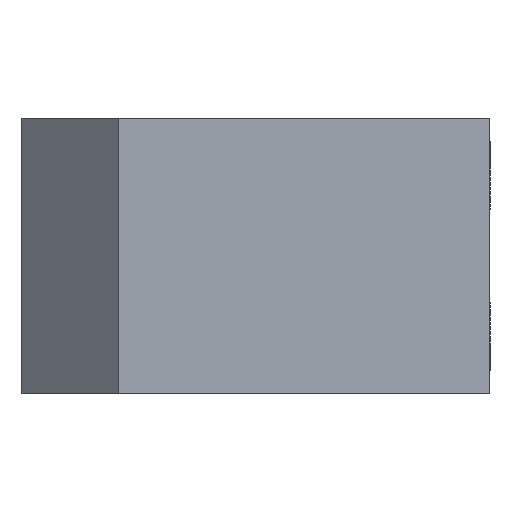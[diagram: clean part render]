
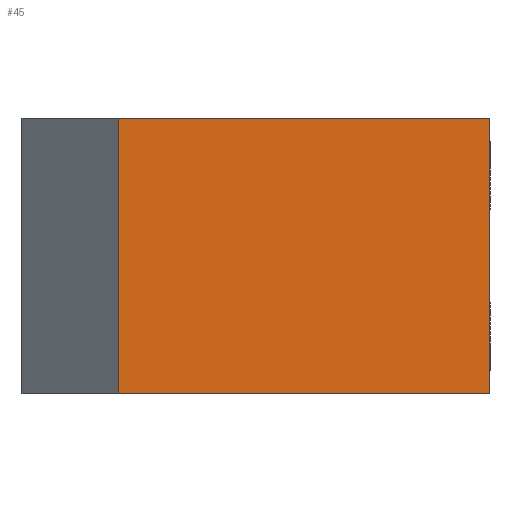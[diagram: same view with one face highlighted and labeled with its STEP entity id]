
A CAD part, left-side view. The second image highlights one B-rep face of the part: STEP entity #45.
In plain terms, the highlighted planar face has unit normal (-1, 0, 0).
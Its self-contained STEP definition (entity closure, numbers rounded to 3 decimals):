
#39 = CARTESIAN_POINT ( 'NONE',  ( -35.03, 1.764, 0. ) ) ;
#42 = CARTESIAN_POINT ( 'NONE',  ( -35.03, -52.236, 40. ) ) ;
#45 = ADVANCED_FACE ( 'NONE', ( #398 ), #840, .F. ) ;
#56 = LINE ( 'NONE', #42, #607 ) ;
#68 = VERTEX_POINT ( 'NONE', #465 ) ;
#121 = EDGE_CURVE ( 'NONE', #427, #180, #656, .T. ) ;
#150 = AXIS2_PLACEMENT_3D ( 'NONE', #311, #456, #233 ) ;
#156 = EDGE_CURVE ( 'NONE', #190, #68, #579, .T. ) ;
#158 = ORIENTED_EDGE ( 'NONE', *, *, #121, .F. ) ;
#180 = VERTEX_POINT ( 'NONE', #638 ) ;
#190 = VERTEX_POINT ( 'NONE', #480 ) ;
#201 = EDGE_LOOP ( 'NONE', ( #953, #509, #158, #732 ) ) ;
#233 = DIRECTION ( 'NONE',  ( 0., 0., -1. ) ) ;
#311 = CARTESIAN_POINT ( 'NONE',  ( -35.03, 1.764, 40. ) ) ;
#353 = DIRECTION ( 'NONE',  ( 0., -1., 0. ) ) ;
#354 = LINE ( 'NONE', #967, #918 ) ;
#398 = FACE_OUTER_BOUND ( 'NONE', #201, .T. ) ;
#427 = VERTEX_POINT ( 'NONE', #639 ) ;
#456 = DIRECTION ( 'NONE',  ( 1., 0., 0. ) ) ;
#465 = CARTESIAN_POINT ( 'NONE',  ( -35.03, -52.236, 0. ) ) ;
#480 = CARTESIAN_POINT ( 'NONE',  ( -35.03, 1.764, 0. ) ) ;
#492 = DIRECTION ( 'NONE',  ( 0., -1., 0. ) ) ;
#509 = ORIENTED_EDGE ( 'NONE', *, *, #591, .F. ) ;
#518 = EDGE_CURVE ( 'NONE', #427, #190, #354, .T. ) ;
#579 = LINE ( 'NONE', #39, #838 ) ;
#591 = EDGE_CURVE ( 'NONE', #180, #68, #56, .T. ) ;
#607 = VECTOR ( 'NONE', #654, 1000. ) ;
#638 = CARTESIAN_POINT ( 'NONE',  ( -35.03, -52.236, 40. ) ) ;
#639 = CARTESIAN_POINT ( 'NONE',  ( -35.03, 1.764, 40. ) ) ;
#651 = VECTOR ( 'NONE', #492, 1000. ) ;
#654 = DIRECTION ( 'NONE',  ( 0., 0., -1. ) ) ;
#656 = LINE ( 'NONE', #720, #651 ) ;
#720 = CARTESIAN_POINT ( 'NONE',  ( -35.03, 1.764, 40. ) ) ;
#732 = ORIENTED_EDGE ( 'NONE', *, *, #518, .T. ) ;
#838 = VECTOR ( 'NONE', #353, 1000. ) ;
#840 = PLANE ( 'NONE',  #150 ) ;
#893 = DIRECTION ( 'NONE',  ( 0., 0., -1. ) ) ;
#918 = VECTOR ( 'NONE', #893, 1000. ) ;
#953 = ORIENTED_EDGE ( 'NONE', *, *, #156, .T. ) ;
#967 = CARTESIAN_POINT ( 'NONE',  ( -35.03, 1.764, 40. ) ) ;
